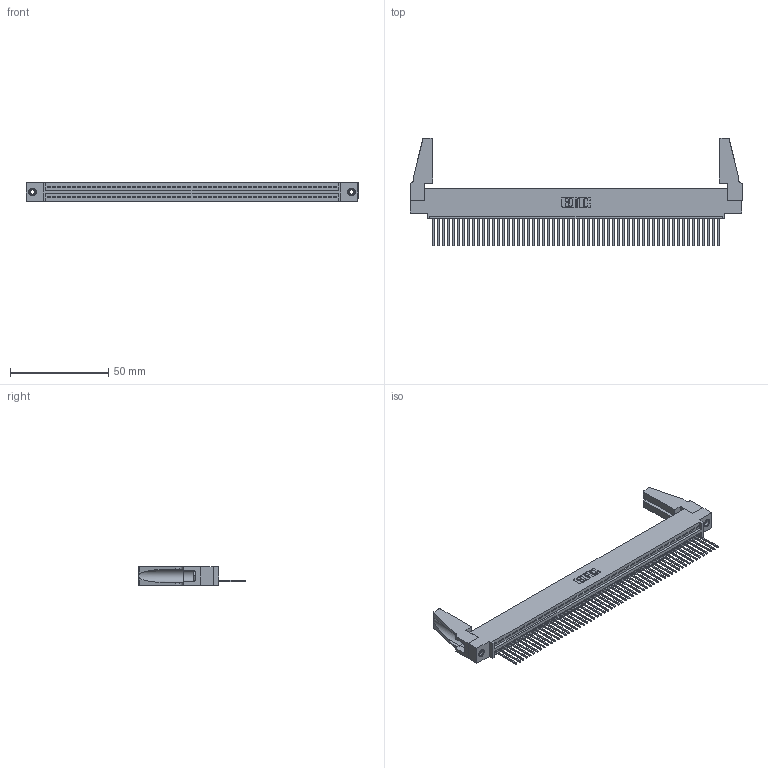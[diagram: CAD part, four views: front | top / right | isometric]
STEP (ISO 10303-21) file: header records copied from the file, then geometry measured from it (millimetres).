
FILE_DESCRIPTION (( 'STEP AP203' ), '1' );
FILE_NAME ('395-058-540-488.STEP', '2019-10-24T05:19:14', ( '' ), ( '' ), 'SwSTEP 2.0', 'SolidWorks 2016', '' );
FILE_SCHEMA (( 'CONFIG_CONTROL_DESIGN' ));
Length unit declared in the file: inch
Products named in the file (5): 345 Part_0.110 Offset - 0.156 Dia-TH; 345-292-001_345-293-140; 395-058-540-488; 345-250-001_345-250-001-102; 345-220-078_345-220-088
Assembly tree (63 placements, depth 2):
  395-058-540-488
    345 Part_0.110 Offset - 0.156 Dia-TH
    345-292-001_345-293-140  x58
    345-250-001_345-250-001-102  x2
    345-220-078_345-220-088  x2
Bounding box: 168.55 x 54.79 x 9.4 mm (x, y, z)
Volume: 19398.2 mm3; surface area: 25449.9 mm2
Topology: 63 solids, 63 shells, 3618 faces, 10875 edges, 7162 vertices
Faces by surface type: plane 2476, cylinder 1126, cone 12, torus 4
Entity records: 43796 total; most frequent: CARTESIAN_POINT 7576, ORIENTED_EDGE 7528, DIRECTION 6600, EDGE_CURVE 3764, VECTOR 3358, LINE 3358, VERTEX_POINT 2502, AXIS2_PLACEMENT_3D 1621
